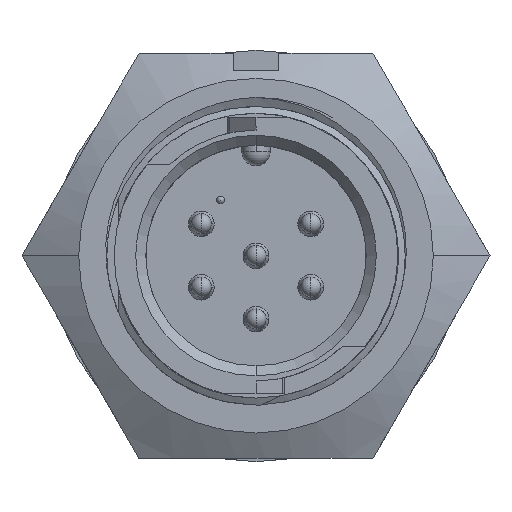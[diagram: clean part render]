
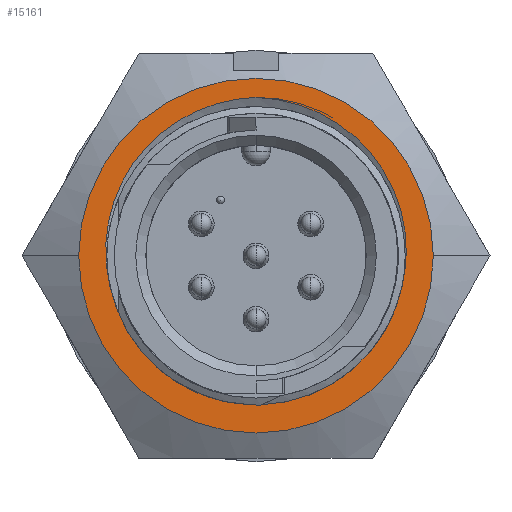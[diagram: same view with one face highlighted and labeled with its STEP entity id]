
A CAD part, top view. The second image highlights one B-rep face of the part: STEP entity #15161.
In plain terms, the highlighted planar face has unit normal (0, 0, 1).
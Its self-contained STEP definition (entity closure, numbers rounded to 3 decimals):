
#255 = VERTEX_POINT ( 'NONE', #7247 ) ;
#307 = CARTESIAN_POINT ( 'NONE',  ( -0.332, -7.473, -4.648 ) ) ;
#327 = VERTEX_POINT ( 'NONE', #12118 ) ;
#368 = FACE_BOUND ( 'NONE', #16357, .T. ) ;
#443 = CARTESIAN_POINT ( 'NONE',  ( 6.255, 4.516, -4.648 ) ) ;
#616 = CARTESIAN_POINT ( 'NONE',  ( 2.774, 7.36, -4.648 ) ) ;
#815 = CARTESIAN_POINT ( 'NONE',  ( -7.04, 3.009, -4.648 ) ) ;
#968 = CARTESIAN_POINT ( 'NONE',  ( 0.232, -7.496, -4.648 ) ) ;
#985 = CARTESIAN_POINT ( 'NONE',  ( -5.156, 5.813, -4.648 ) ) ;
#993 = EDGE_CURVE ( 'NONE', #10132, #7907, #1504, .T. ) ;
#1480 = PLANE ( 'NONE',  #11159 ) ;
#1504 = CIRCLE ( 'NONE', #8040, 7.48 ) ;
#1561 = CARTESIAN_POINT ( 'NONE',  ( 6.557, 4.028, -4.648 ) ) ;
#1835 = DIRECTION ( 'NONE',  ( 0., 0., 1. ) ) ;
#2095 = CARTESIAN_POINT ( 'NONE',  ( -3.795, 6.844, -4.648 ) ) ;
#2106 = DIRECTION ( 'NONE',  ( 0., 0., -1. ) ) ;
#2266 = CARTESIAN_POINT ( 'NONE',  ( -7.534, -0.057, -4.648 ) ) ;
#2433 = VERTEX_POINT ( 'NONE', #3742 ) ;
#2516 = CARTESIAN_POINT ( 'NONE',  ( -8.89, 0., -4.648 ) ) ;
#2773 = VERTEX_POINT ( 'NONE', #6814 ) ;
#2785 = EDGE_CURVE ( 'NONE', #7732, #255, #9920, .T. ) ;
#2817 = ORIENTED_EDGE ( 'NONE', *, *, #4209, .F. ) ;
#2846 = CARTESIAN_POINT ( 'NONE',  ( -5.866, -10.16, -4.648 ) ) ;
#3016 = CARTESIAN_POINT ( 'NONE',  ( 4.269, 6.536, -4.648 ) ) ;
#3181 = CARTESIAN_POINT ( 'NONE',  ( 7.334, -1.47, -4.648 ) ) ;
#3547 = CARTESIAN_POINT ( 'NONE',  ( -7.45, -0.91, -4.648 ) ) ;
#3617 = CARTESIAN_POINT ( 'NONE',  ( -0.332, -7.473, -4.648 ) ) ;
#3742 = CARTESIAN_POINT ( 'NONE',  ( 0.232, -7.496, -4.648 ) ) ;
#3879 = ORIENTED_EDGE ( 'NONE', *, *, #11507, .F. ) ;
#3938 = B_SPLINE_CURVE_WITH_KNOTS ( 'NONE', 3,
 ( #12222, #8126, #4450, #7015, #5743, #12138, #616, #11971, #3016, #11016, #8210, #443, #1561, #6850, #16243, #13333, #4535, #5570, #5489, #3181 ),
 .UNSPECIFIED., .F., .F.,
 ( 4, 2, 2, 2, 2, 2, 2, 2, 2, 4 ),
 ( 0., 0.001, 0.002, 0.003, 0.005, 0.007, 0.009, 0.01, 0.012, 0.014 ),
 .UNSPECIFIED. ) ;
#4174 = ORIENTED_EDGE ( 'NONE', *, *, #8115, .F. ) ;
#4209 = EDGE_CURVE ( 'NONE', #2433, #8791, #4317, .T. ) ;
#4249 = CARTESIAN_POINT ( 'NONE',  ( 0., 0., -4.648 ) ) ;
#4317 = LINE ( 'NONE', #11833, #15202 ) ;
#4392 = DIRECTION ( 'NONE',  ( 1., 0., 0. ) ) ;
#4450 = CARTESIAN_POINT ( 'NONE',  ( 0.57, 7.904, -4.648 ) ) ;
#4535 = CARTESIAN_POINT ( 'NONE',  ( 7.537, 0.781, -4.648 ) ) ;
#4989 = CARTESIAN_POINT ( 'NONE',  ( -7.225, 2.475, -4.648 ) ) ;
#5058 = CARTESIAN_POINT ( 'NONE',  ( 0.044, -7.495, -4.648 ) ) ;
#5319 = DIRECTION ( 'NONE',  ( 1., 0., 0. ) ) ;
#5489 = CARTESIAN_POINT ( 'NONE',  ( 7.466, -0.913, -4.648 ) ) ;
#5570 = CARTESIAN_POINT ( 'NONE',  ( 7.532, -0.351, -4.648 ) ) ;
#5574 = DIRECTION ( 'NONE',  ( 0., 0., -1. ) ) ;
#5743 = CARTESIAN_POINT ( 'NONE',  ( 1.417, 7.769, -4.648 ) ) ;
#5756 = ORIENTED_EDGE ( 'NONE', *, *, #8383, .F. ) ;
#6030 = CARTESIAN_POINT ( 'NONE',  ( -1.142, 7.839, -4.648 ) ) ;
#6193 = CARTESIAN_POINT ( 'NONE',  ( -4.27, 6.536, -4.648 ) ) ;
#6281 = CARTESIAN_POINT ( 'NONE',  ( -7.517, -0.343, -4.648 ) ) ;
#6431 = ORIENTED_EDGE ( 'NONE', *, *, #993, .F. ) ;
#6647 = CARTESIAN_POINT ( 'NONE',  ( 0.277, -7.475, -4.648 ) ) ;
#6659 = AXIS2_PLACEMENT_3D ( 'NONE', #4249, #9445, #13038 ) ;
#6814 = CARTESIAN_POINT ( 'NONE',  ( 7.334, -1.47, -4.648 ) ) ;
#6823 = CIRCLE ( 'NONE', #8448, 8.89 ) ;
#6850 = CARTESIAN_POINT ( 'NONE',  ( 7.047, 2.994, -4.648 ) ) ;
#6854 = DIRECTION ( 'NONE',  ( -1., 0., 0. ) ) ;
#6876 = DIRECTION ( 'NONE',  ( 0.907, 0.421, 0. ) ) ;
#7015 = CARTESIAN_POINT ( 'NONE',  ( 1.136, 7.824, -4.648 ) ) ;
#7247 = CARTESIAN_POINT ( 'NONE',  ( 8.89, 0., -4.648 ) ) ;
#7297 = CARTESIAN_POINT ( 'NONE',  ( -2.787, 7.354, -4.648 ) ) ;
#7433 = B_SPLINE_CURVE_WITH_KNOTS ( 'NONE', 3,
 ( #3617, #16756, #5058, #968 ),
 .UNSPECIFIED., .F., .F.,
 ( 4, 4 ),
 ( 0.009, 0.01 ),
 .UNSPECIFIED. ) ;
#7469 = CARTESIAN_POINT ( 'NONE',  ( -7.536, 0.794, -4.648 ) ) ;
#7732 = VERTEX_POINT ( 'NONE', #2516 ) ;
#7907 = VERTEX_POINT ( 'NONE', #307 ) ;
#8008 = ORIENTED_EDGE ( 'NONE', *, *, #2785, .F. ) ;
#8040 = AXIS2_PLACEMENT_3D ( 'NONE', #14118, #10425, #5319 ) ;
#8115 = EDGE_CURVE ( 'NONE', #8791, #2773, #10896, .T. ) ;
#8126 = CARTESIAN_POINT ( 'NONE',  ( 0.286, 7.929, -4.648 ) ) ;
#8159 = CARTESIAN_POINT ( 'NONE',  ( -7.334, -1.47, -4.648 ) ) ;
#8210 = CARTESIAN_POINT ( 'NONE',  ( 5.55, 5.413, -4.648 ) ) ;
#8383 = EDGE_CURVE ( 'NONE', #255, #7732, #6823, .T. ) ;
#8448 = AXIS2_PLACEMENT_3D ( 'NONE', #9274, #2106, #8500 ) ;
#8500 = DIRECTION ( 'NONE',  ( -1., 0., 0. ) ) ;
#8569 = CARTESIAN_POINT ( 'NONE',  ( -6.251, 4.521, -4.648 ) ) ;
#8791 = VERTEX_POINT ( 'NONE', #6647 ) ;
#9274 = CARTESIAN_POINT ( 'NONE',  ( 0., 0., -4.648 ) ) ;
#9445 = DIRECTION ( 'NONE',  ( 0., 0., -1. ) ) ;
#9920 = CIRCLE ( 'NONE', #6659, 8.89 ) ;
#10020 = CARTESIAN_POINT ( 'NONE',  ( -7.334, -1.47, -4.648 ) ) ;
#10132 = VERTEX_POINT ( 'NONE', #8159 ) ;
#10183 = CARTESIAN_POINT ( 'NONE',  ( -2.248, 7.557, -4.648 ) ) ;
#10337 = EDGE_CURVE ( 'NONE', #10132, #327, #12697, .T. ) ;
#10425 = DIRECTION ( 'NONE',  ( 0., 0., 1. ) ) ;
#10876 = ORIENTED_EDGE ( 'NONE', *, *, #16090, .T. ) ;
#10896 = CIRCLE ( 'NONE', #14737, 7.48 ) ;
#11016 = CARTESIAN_POINT ( 'NONE',  ( 5.145, 5.822, -4.648 ) ) ;
#11159 = AXIS2_PLACEMENT_3D ( 'NONE', #2846, #5574, #6854 ) ;
#11220 = CARTESIAN_POINT ( 'NONE',  ( -0.572, 7.92, -4.648 ) ) ;
#11507 = EDGE_CURVE ( 'NONE', #7907, #2433, #7433, .T. ) ;
#11641 = CARTESIAN_POINT ( 'NONE',  ( 0., 7.938, -4.648 ) ) ;
#11833 = CARTESIAN_POINT ( 'NONE',  ( -5.804, -10.294, -4.648 ) ) ;
#11971 = CARTESIAN_POINT ( 'NONE',  ( 3.795, 6.845, -4.648 ) ) ;
#12077 = ORIENTED_EDGE ( 'NONE', *, *, #10337, .T. ) ;
#12118 = CARTESIAN_POINT ( 'NONE',  ( 0., 7.938, -4.648 ) ) ;
#12138 = CARTESIAN_POINT ( 'NONE',  ( 2.242, 7.558, -4.648 ) ) ;
#12222 = CARTESIAN_POINT ( 'NONE',  ( 0., 7.938, -4.648 ) ) ;
#12681 = CARTESIAN_POINT ( 'NONE',  ( -6.555, 4.03, -4.648 ) ) ;
#12697 = B_SPLINE_CURVE_WITH_KNOTS ( 'NONE', 3,
 ( #10020, #16773, #3547, #6281, #2266, #7469, #16691, #4989, #815, #12681, #8569, #13785, #985, #6193, #2095, #7297, #10183, #6030, #11220, #11641 ),
 .UNSPECIFIED., .F., .F.,
 ( 4, 2, 2, 2, 2, 2, 2, 2, 2, 4 ),
 ( 0., 0.001, 0.002, 0.003, 0.005, 0.007, 0.009, 0.01, 0.012, 0.014 ),
 .UNSPECIFIED. ) ;
#12775 = EDGE_LOOP ( 'NONE', ( #8008, #5756 ) ) ;
#13038 = DIRECTION ( 'NONE',  ( -1., 0., 0. ) ) ;
#13249 = FACE_OUTER_BOUND ( 'NONE', #12775, .T. ) ;
#13333 = CARTESIAN_POINT ( 'NONE',  ( 7.475, 1.355, -4.648 ) ) ;
#13521 = CARTESIAN_POINT ( 'NONE',  ( 0., 0., -4.648 ) ) ;
#13785 = CARTESIAN_POINT ( 'NONE',  ( -5.552, 5.41, -4.648 ) ) ;
#14118 = CARTESIAN_POINT ( 'NONE',  ( 0., 0., -4.648 ) ) ;
#14737 = AXIS2_PLACEMENT_3D ( 'NONE', #13521, #1835, #4392 ) ;
#15161 = ADVANCED_FACE ( 'NONE', ( #13249, #368 ), #1480, .F. ) ;
#15202 = VECTOR ( 'NONE', #6876, 1000. ) ;
#16090 = EDGE_CURVE ( 'NONE', #327, #2773, #3938, .T. ) ;
#16243 = CARTESIAN_POINT ( 'NONE',  ( 7.23, 2.457, -4.648 ) ) ;
#16357 = EDGE_LOOP ( 'NONE', ( #3879, #6431, #12077, #10876, #4174, #2817 ) ) ;
#16691 = CARTESIAN_POINT ( 'NONE',  ( -7.475, 1.358, -4.648 ) ) ;
#16756 = CARTESIAN_POINT ( 'NONE',  ( -0.144, -7.488, -4.648 ) ) ;
#16773 = CARTESIAN_POINT ( 'NONE',  ( -7.4, -1.192, -4.648 ) ) ;
